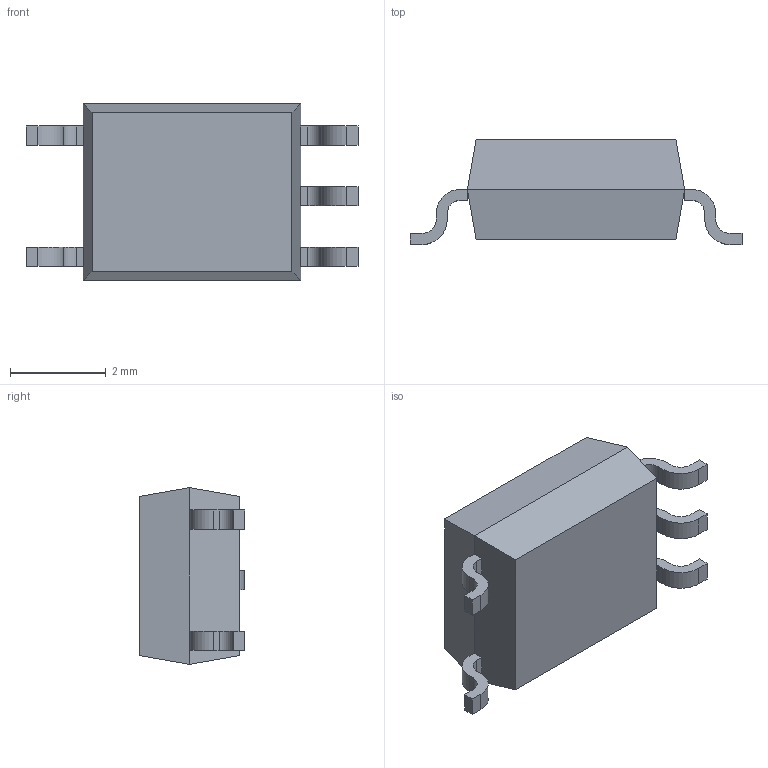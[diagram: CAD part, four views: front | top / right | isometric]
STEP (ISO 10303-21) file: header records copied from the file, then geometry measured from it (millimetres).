
FILE_DESCRIPTION(('FreeCAD Model'),'2;1');
FILE_NAME('Open CASCADE Shape Model','2022-01-01T14:04:21',('Author'),( ''),'Open CASCADE STEP processor 7.5','FreeCAD','Unknown');
FILE_SCHEMA(('AUTOMOTIVE_DESIGN { 1 0 10303 214 1 1 1 1 }'));
Length unit declared in the file: millimetre
Products named in the file (3): User_Library_LC_SOP_5; sop-5-body___; sop-5-pin___004
Assembly tree (6 placements, depth 2):
  User_Library_LC_SOP_5
    sop-5-body___
    sop-5-pin___004  x5
Bounding box: 6.95 x 2.2 x 3.7 mm (x, y, z)
Volume: 33.1 mm3; surface area: 73.6 mm2
Topology: 6 solids, 6 shells, 83 faces, 206 edges, 136 vertices
Faces by surface type: plane 61, cylinder 22
Entity records: 1719 total; most frequent: CARTESIAN_POINT 284, DIRECTION 262, LINE 162, VECTOR 162, ORIENTED_EDGE 124, PCURVE 124, DEFINITIONAL_REPRESENTATION 124, EDGE_CURVE 62
